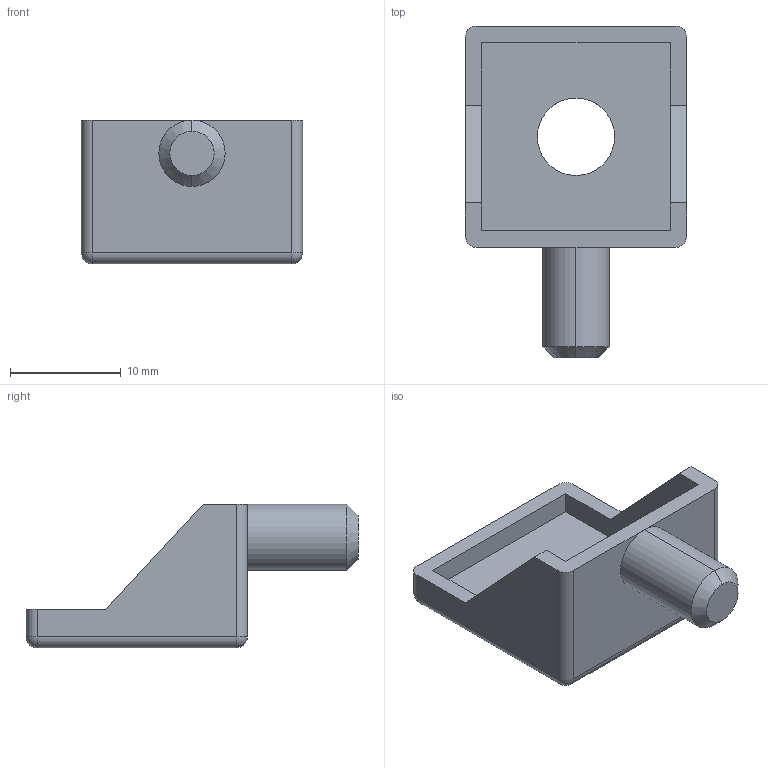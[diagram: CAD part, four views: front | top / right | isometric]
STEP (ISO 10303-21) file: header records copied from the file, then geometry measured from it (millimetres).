
FILE_DESCRIPTION (( 'STEP AP203' ), '1' );
FILE_NAME ('chair braket(4ea).STEP', '2019-08-13T04:24:50', ( '' ), ( '' ), 'SwSTEP 2.0', 'SolidWorks 2019', '' );
FILE_SCHEMA (( 'CONFIG_CONTROL_DESIGN' ));
Length unit declared in the file: millimetre
Products named in the file (2): chair braket(4ea)
Bounding box: 20 x 30 x 13 mm (x, y, z)
Volume: 1497 mm3; surface area: 1953.3 mm2
Topology: 1 solids, 1 shells, 33 faces, 81 edges, 46 vertices
Faces by surface type: plane 15, cylinder 12, sphere 4, cone 2
Entity records: 1088 total; most frequent: DIRECTION 173, CARTESIAN_POINT 158, ORIENTED_EDGE 154, EDGE_CURVE 77, AXIS2_PLACEMENT_3D 61, VECTOR 51, LINE 51, VERTEX_POINT 46
